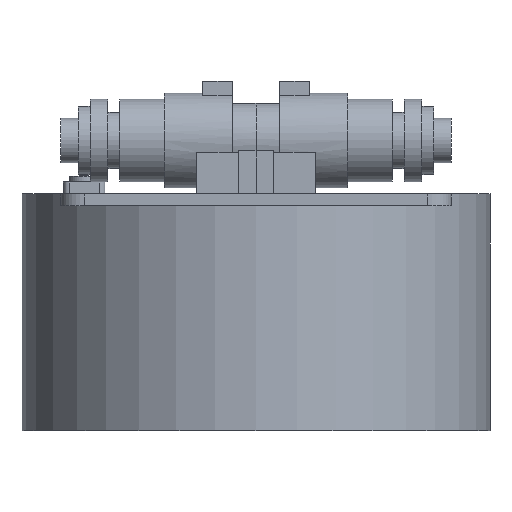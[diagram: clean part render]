
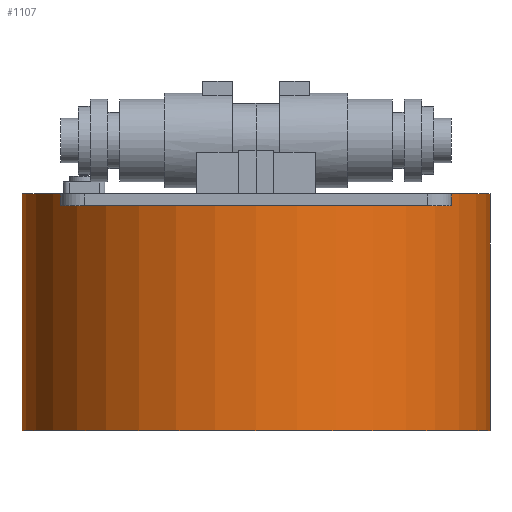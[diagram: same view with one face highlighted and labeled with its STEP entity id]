
A CAD part, left-side view. The second image highlights one B-rep face of the part: STEP entity #1107.
In plain terms, the highlighted cylindrical face has radius 39.5 mm (diameter 79 mm), a full revolution.
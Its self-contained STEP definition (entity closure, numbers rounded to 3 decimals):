
#123=FACE_OUTER_BOUND('',#194,.T.);
#194=EDGE_LOOP('',(#829,#830,#831,#832));
#279=LINE('',#1879,#368);
#368=VECTOR('',#1548,39.5);
#447=CIRCLE('',#1331,39.5);
#448=CIRCLE('',#1332,39.5);
#515=VERTEX_POINT('',#1876);
#516=VERTEX_POINT('',#1878);
#629=EDGE_CURVE('',#515,#515,#447,.T.);
#630=EDGE_CURVE('',#515,#516,#279,.T.);
#631=EDGE_CURVE('',#516,#516,#448,.T.);
#829=ORIENTED_EDGE('',*,*,#629,.F.);
#830=ORIENTED_EDGE('',*,*,#630,.T.);
#831=ORIENTED_EDGE('',*,*,#631,.F.);
#832=ORIENTED_EDGE('',*,*,#630,.F.);
#1006=CYLINDRICAL_SURFACE('',#1330,39.5);
#1107=ADVANCED_FACE('',(#123),#1006,.T.);
#1330=AXIS2_PLACEMENT_3D('',#1875,#1544,#1545);
#1331=AXIS2_PLACEMENT_3D('',#1877,#1546,#1547);
#1332=AXIS2_PLACEMENT_3D('',#1880,#1549,#1550);
#1544=DIRECTION('center_axis',(0.,0.,-1.));
#1545=DIRECTION('ref_axis',(1.,0.,0.));
#1546=DIRECTION('center_axis',(0.,0.,-1.));
#1547=DIRECTION('ref_axis',(1.,0.,0.));
#1548=DIRECTION('',(0.,0.,1.));
#1549=DIRECTION('center_axis',(0.,0.,1.));
#1550=DIRECTION('ref_axis',(1.,0.,0.));
#1875=CARTESIAN_POINT('Origin',(0.,0.,2.));
#1876=CARTESIAN_POINT('',(-39.5,0.,-38.));
#1877=CARTESIAN_POINT('Origin',(0.,0.,-38.));
#1878=CARTESIAN_POINT('',(-39.5,0.,2.));
#1879=CARTESIAN_POINT('',(-39.5,0.,2.));
#1880=CARTESIAN_POINT('Origin',(0.,0.,2.));
